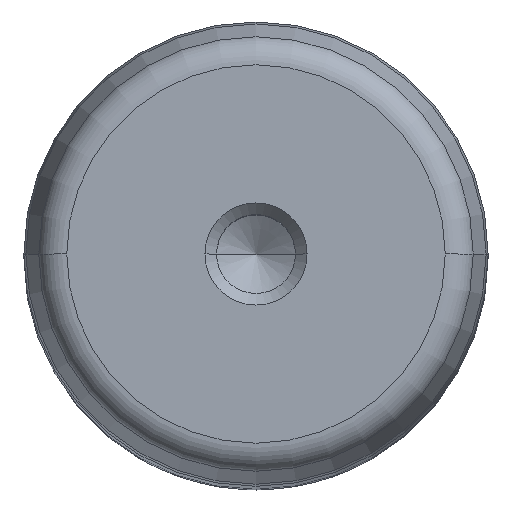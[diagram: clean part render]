
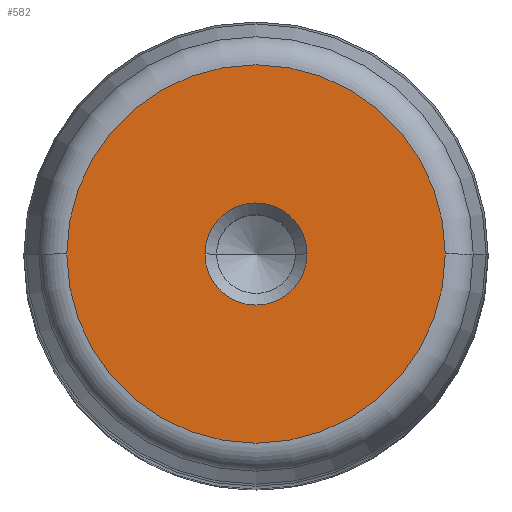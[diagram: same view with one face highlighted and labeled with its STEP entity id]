
A CAD part, top view. The second image highlights one B-rep face of the part: STEP entity #582.
In plain terms, the highlighted planar face has unit normal (0, 0, 1).
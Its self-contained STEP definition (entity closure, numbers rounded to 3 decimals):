
#208 = AXIS2_PLACEMENT_3D ( 'NONE', #1918, #2692, #460 ) ;
#235 = AXIS2_PLACEMENT_3D ( 'NONE', #2115, #651, #435 ) ;
#359 = CARTESIAN_POINT ( 'NONE',  ( 0., 0., 200. ) ) ;
#379 = ORIENTED_EDGE ( 'NONE', *, *, #662, .T. ) ;
#435 = DIRECTION ( 'NONE',  ( 1., 0., 0. ) ) ;
#460 = DIRECTION ( 'NONE',  ( 1., 0., 0. ) ) ;
#501 = ORIENTED_EDGE ( 'NONE', *, *, #1251, .F. ) ;
#534 = VERTEX_POINT ( 'NONE', #1890 ) ;
#582 = ADVANCED_FACE ( 'NONE', ( #2257, #1349 ), #3126, .T. ) ;
#613 = CARTESIAN_POINT ( 'NONE',  ( 16.299, 0., 200. ) ) ;
#651 = DIRECTION ( 'NONE',  ( 0., 0., -1. ) ) ;
#662 = EDGE_CURVE ( 'NONE', #3035, #912, #891, .T. ) ;
#695 = CIRCLE ( 'NONE', #895, 16.299 ) ;
#765 = VERTEX_POINT ( 'NONE', #613 ) ;
#881 = CARTESIAN_POINT ( 'NONE',  ( 4.4, 0., 200. ) ) ;
#891 = CIRCLE ( 'NONE', #235, 4.4 ) ;
#895 = AXIS2_PLACEMENT_3D ( 'NONE', #2159, #2411, #978 ) ;
#912 = VERTEX_POINT ( 'NONE', #881 ) ;
#977 = EDGE_LOOP ( 'NONE', ( #2512, #379 ) ) ;
#978 = DIRECTION ( 'NONE',  ( -1., 0., 0. ) ) ;
#1251 = EDGE_CURVE ( 'NONE', #765, #534, #695, .T. ) ;
#1349 = FACE_OUTER_BOUND ( 'NONE', #2904, .T. ) ;
#1491 = CARTESIAN_POINT ( 'NONE',  ( 0., 0., 200. ) ) ;
#1566 = EDGE_CURVE ( 'NONE', #534, #765, #1850, .T. ) ;
#1850 = CIRCLE ( 'NONE', #2877, 16.299 ) ;
#1890 = CARTESIAN_POINT ( 'NONE',  ( -16.299, 0., 200. ) ) ;
#1918 = CARTESIAN_POINT ( 'NONE',  ( 0., 0., 200. ) ) ;
#2054 = DIRECTION ( 'NONE',  ( 1., 0., 0. ) ) ;
#2115 = CARTESIAN_POINT ( 'NONE',  ( 0., 0., 200. ) ) ;
#2159 = CARTESIAN_POINT ( 'NONE',  ( 0., 0., 200. ) ) ;
#2194 = DIRECTION ( 'NONE',  ( 0., 0., -1. ) ) ;
#2257 = FACE_BOUND ( 'NONE', #977, .T. ) ;
#2411 = DIRECTION ( 'NONE',  ( 0., 0., -1. ) ) ;
#2490 = CIRCLE ( 'NONE', #208, 4.4 ) ;
#2512 = ORIENTED_EDGE ( 'NONE', *, *, #2634, .T. ) ;
#2546 = AXIS2_PLACEMENT_3D ( 'NONE', #359, #3062, #2054 ) ;
#2634 = EDGE_CURVE ( 'NONE', #912, #3035, #2490, .T. ) ;
#2692 = DIRECTION ( 'NONE',  ( 0., 0., -1. ) ) ;
#2697 = DIRECTION ( 'NONE',  ( -1., 0., 0. ) ) ;
#2716 = ORIENTED_EDGE ( 'NONE', *, *, #1566, .F. ) ;
#2877 = AXIS2_PLACEMENT_3D ( 'NONE', #1491, #2194, #2697 ) ;
#2904 = EDGE_LOOP ( 'NONE', ( #2716, #501 ) ) ;
#3035 = VERTEX_POINT ( 'NONE', #3077 ) ;
#3062 = DIRECTION ( 'NONE',  ( 0., 0., 1. ) ) ;
#3077 = CARTESIAN_POINT ( 'NONE',  ( -4.4, 0., 200. ) ) ;
#3126 = PLANE ( 'NONE',  #2546 ) ;
